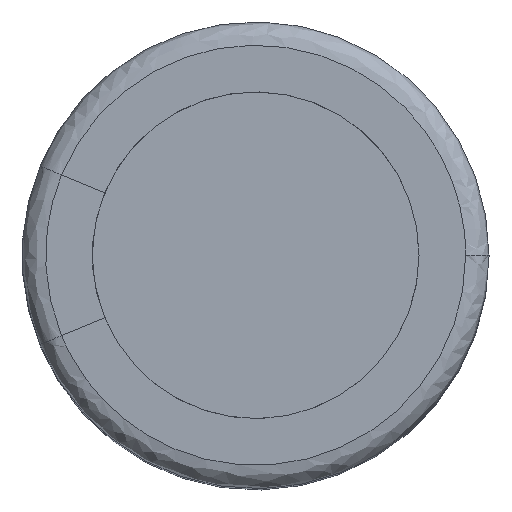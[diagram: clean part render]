
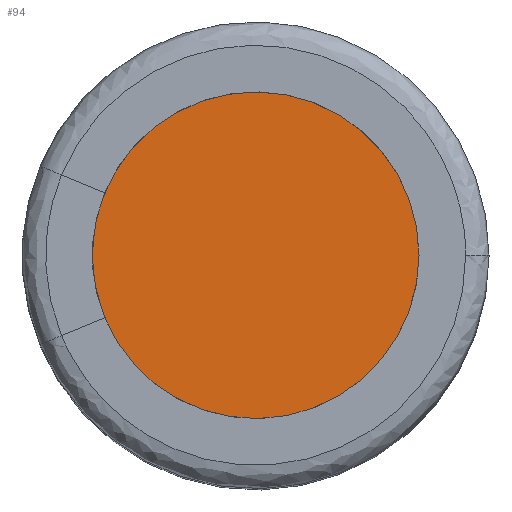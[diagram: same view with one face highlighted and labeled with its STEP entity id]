
A CAD part, top view. The second image highlights one B-rep face of the part: STEP entity #94.
In plain terms, the highlighted planar face has unit normal (0, 0, 1).
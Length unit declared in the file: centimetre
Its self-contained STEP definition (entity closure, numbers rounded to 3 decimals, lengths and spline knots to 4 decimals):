
#5 = AXIS2_PLACEMENT_3D ( 'NONE', #2653, #2631, #2521 ) ;
#65 = EDGE_CURVE ( 'NONE', #1292, #2656, #1919, .T. ) ;
#94 = ADVANCED_FACE ( 'NONE', ( #970 ), #566, .T. ) ;
#332 = AXIS2_PLACEMENT_3D ( 'NONE', #1933, #1058, #1470 ) ;
#566 = PLANE ( 'NONE',  #5 ) ;
#896 = CARTESIAN_POINT ( 'NONE',  ( 0., 0., 1.23 ) ) ;
#970 = FACE_OUTER_BOUND ( 'NONE', #2256, .T. ) ;
#1035 = CARTESIAN_POINT ( 'NONE',  ( 0.238, 0., 1.23 ) ) ;
#1058 = DIRECTION ( 'NONE',  ( 0., 0., -1. ) ) ;
#1238 = DIRECTION ( 'NONE',  ( 1., 0., 0. ) ) ;
#1292 = VERTEX_POINT ( 'NONE', #1867 ) ;
#1306 = AXIS2_PLACEMENT_3D ( 'NONE', #896, #2375, #1238 ) ;
#1470 = DIRECTION ( 'NONE',  ( 1., 0., 0. ) ) ;
#1477 = EDGE_CURVE ( 'NONE', #2656, #1292, #1676, .T. ) ;
#1559 = ORIENTED_EDGE ( 'NONE', *, *, #65, .F. ) ;
#1676 = CIRCLE ( 'NONE', #1306, 0.238 ) ;
#1715 = ORIENTED_EDGE ( 'NONE', *, *, #1477, .F. ) ;
#1867 = CARTESIAN_POINT ( 'NONE',  ( -0.238, 0., 1.23 ) ) ;
#1919 = CIRCLE ( 'NONE', #332, 0.238 ) ;
#1933 = CARTESIAN_POINT ( 'NONE',  ( 0., 0., 1.23 ) ) ;
#2256 = EDGE_LOOP ( 'NONE', ( #1715, #1559 ) ) ;
#2375 = DIRECTION ( 'NONE',  ( 0., 0., -1. ) ) ;
#2521 = DIRECTION ( 'NONE',  ( 1., 0., 0. ) ) ;
#2631 = DIRECTION ( 'NONE',  ( 0., 0., 1. ) ) ;
#2653 = CARTESIAN_POINT ( 'NONE',  ( 0., 0., 1.23 ) ) ;
#2656 = VERTEX_POINT ( 'NONE', #1035 ) ;
